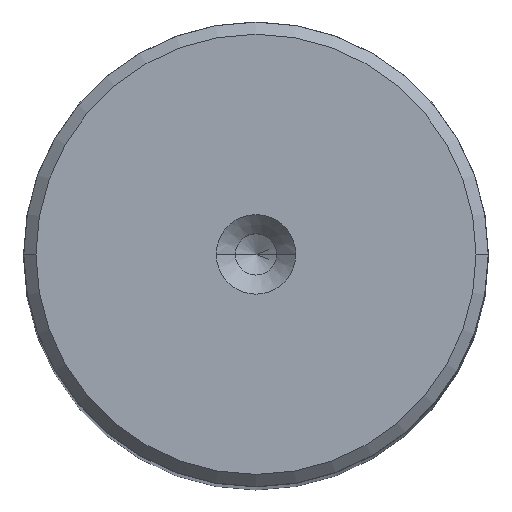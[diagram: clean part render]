
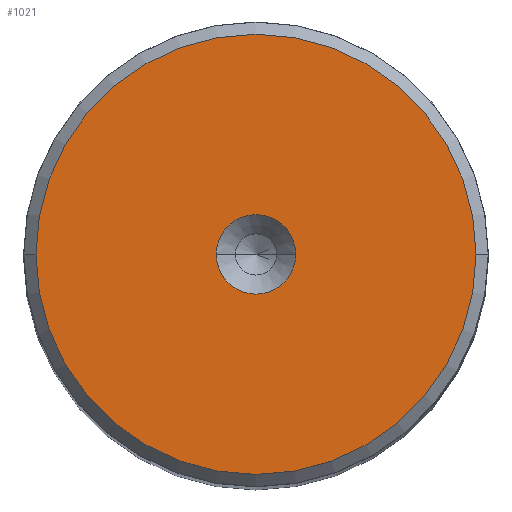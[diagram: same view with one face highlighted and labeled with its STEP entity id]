
A CAD part, top view. The second image highlights one B-rep face of the part: STEP entity #1021.
In plain terms, the highlighted planar face has unit normal (0, 0, 1).
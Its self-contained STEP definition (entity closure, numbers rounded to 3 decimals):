
#19 = VERTEX_POINT ( 'NONE', #2502 ) ;
#59 = ORIENTED_EDGE ( 'NONE', *, *, #1791, .T. ) ;
#77 = CIRCLE ( 'NONE', #2417, 21.314 ) ;
#149 = CARTESIAN_POINT ( 'NONE',  ( 0., 0., 180. ) ) ;
#151 = CARTESIAN_POINT ( 'NONE',  ( 3.85, 0., 180. ) ) ;
#398 = DIRECTION ( 'NONE',  ( 0., 0., 1. ) ) ;
#500 = ORIENTED_EDGE ( 'NONE', *, *, #2938, .F. ) ;
#626 = CIRCLE ( 'NONE', #1632, 3.85 ) ;
#644 = DIRECTION ( 'NONE',  ( 1., 0., 0. ) ) ;
#648 = CARTESIAN_POINT ( 'NONE',  ( 0., 0., 180. ) ) ;
#701 = EDGE_LOOP ( 'NONE', ( #745, #59 ) ) ;
#745 = ORIENTED_EDGE ( 'NONE', *, *, #928, .T. ) ;
#893 = CARTESIAN_POINT ( 'NONE',  ( 0., 0., 180. ) ) ;
#928 = EDGE_CURVE ( 'NONE', #19, #2704, #77, .T. ) ;
#1021 = ADVANCED_FACE ( 'NONE', ( #1819, #1334 ), #1324, .T. ) ;
#1274 = CARTESIAN_POINT ( 'NONE',  ( 21.314, 0., 180. ) ) ;
#1324 = PLANE ( 'NONE',  #2739 ) ;
#1334 = FACE_OUTER_BOUND ( 'NONE', #701, .T. ) ;
#1345 = DIRECTION ( 'NONE',  ( 1., 0., 0. ) ) ;
#1422 = VERTEX_POINT ( 'NONE', #151 ) ;
#1493 = CARTESIAN_POINT ( 'NONE',  ( -3.85, 0., 180. ) ) ;
#1576 = CARTESIAN_POINT ( 'NONE',  ( 0., 0., 180. ) ) ;
#1597 = CARTESIAN_POINT ( 'NONE',  ( 0., 0., 180. ) ) ;
#1617 = AXIS2_PLACEMENT_3D ( 'NONE', #648, #2082, #2998 ) ;
#1632 = AXIS2_PLACEMENT_3D ( 'NONE', #1597, #398, #2083 ) ;
#1689 = EDGE_CURVE ( 'NONE', #1422, #2308, #2932, .T. ) ;
#1791 = EDGE_CURVE ( 'NONE', #2704, #19, #2353, .T. ) ;
#1819 = FACE_BOUND ( 'NONE', #1964, .T. ) ;
#1964 = EDGE_LOOP ( 'NONE', ( #2857, #500 ) ) ;
#2035 = DIRECTION ( 'NONE',  ( 0., 0., 1. ) ) ;
#2082 = DIRECTION ( 'NONE',  ( 0., 0., 1. ) ) ;
#2083 = DIRECTION ( 'NONE',  ( 1., 0., 0. ) ) ;
#2093 = AXIS2_PLACEMENT_3D ( 'NONE', #893, #2102, #2783 ) ;
#2102 = DIRECTION ( 'NONE',  ( 0., 0., 1. ) ) ;
#2300 = DIRECTION ( 'NONE',  ( 0., 0., 1. ) ) ;
#2308 = VERTEX_POINT ( 'NONE', #1493 ) ;
#2353 = CIRCLE ( 'NONE', #2093, 21.314 ) ;
#2417 = AXIS2_PLACEMENT_3D ( 'NONE', #1576, #2035, #1345 ) ;
#2502 = CARTESIAN_POINT ( 'NONE',  ( -21.314, 0., 180. ) ) ;
#2704 = VERTEX_POINT ( 'NONE', #1274 ) ;
#2739 = AXIS2_PLACEMENT_3D ( 'NONE', #149, #2300, #644 ) ;
#2783 = DIRECTION ( 'NONE',  ( 1., 0., 0. ) ) ;
#2857 = ORIENTED_EDGE ( 'NONE', *, *, #1689, .F. ) ;
#2932 = CIRCLE ( 'NONE', #1617, 3.85 ) ;
#2938 = EDGE_CURVE ( 'NONE', #2308, #1422, #626, .T. ) ;
#2998 = DIRECTION ( 'NONE',  ( 1., 0., 0. ) ) ;
